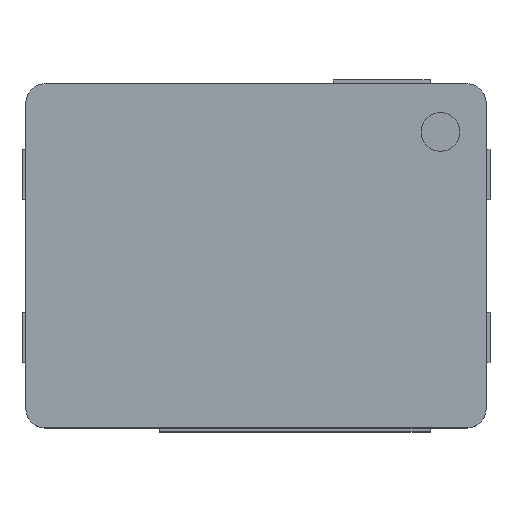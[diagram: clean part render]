
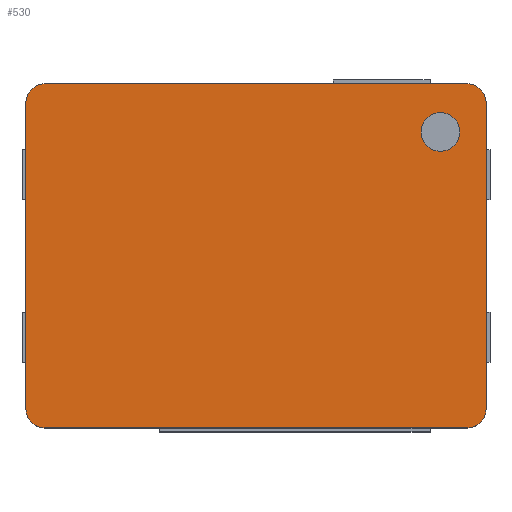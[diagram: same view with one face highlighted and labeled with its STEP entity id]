
A CAD part, top view. The second image highlights one B-rep face of the part: STEP entity #530.
In plain terms, the highlighted planar face has unit normal (0, 0, 1).
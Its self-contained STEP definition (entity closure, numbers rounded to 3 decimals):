
#168=CARTESIAN_POINT('',(5.268,3.204,3.1));
#169=VERTEX_POINT('',#168);
#178=CARTESIAN_POINT('',(4.268,3.204,3.1));
#179=VERTEX_POINT('',#178);
#180=CARTESIAN_POINT('',(4.768,3.204,3.1));
#181=DIRECTION('',(0.0,0.0,-1.0));
#182=DIRECTION('',(1.0,0.0,0.0));
#183=AXIS2_PLACEMENT_3D('',#180,#181,#182);
#184=CIRCLE('',#183,0.5);
#185=EDGE_CURVE('',#179,#169,#184,.T.);
#219=CARTESIAN_POINT('',(4.768,3.204,3.1));
#220=DIRECTION('',(0.0,0.0,-1.0));
#221=DIRECTION('',(1.0,0.0,0.0));
#222=AXIS2_PLACEMENT_3D('',#219,#220,#221);
#223=CIRCLE('',#222,0.5);
#224=EDGE_CURVE('',#169,#179,#223,.T.);
#244=CARTESIAN_POINT('',(5.45,4.45,3.1));
#245=VERTEX_POINT('',#244);
#246=CARTESIAN_POINT('',(5.95,3.95,3.1));
#247=VERTEX_POINT('',#246);
#248=CARTESIAN_POINT('',(5.45,3.95,3.1));
#249=DIRECTION('',(0.0,0.0,-1.0));
#250=DIRECTION('',(0.707,0.707,0.0));
#251=AXIS2_PLACEMENT_3D('',#248,#249,#250);
#252=CIRCLE('',#251,0.5);
#253=EDGE_CURVE('',#245,#247,#252,.T.);
#286=CARTESIAN_POINT('',(5.95,-3.95,3.1));
#287=VERTEX_POINT('',#286);
#288=CARTESIAN_POINT('',(5.95,3.95,3.1));
#289=DIRECTION('',(0.0,-1.0,0.0));
#290=VECTOR('',#289,7.9);
#291=LINE('',#288,#290);
#292=EDGE_CURVE('',#247,#287,#291,.T.);
#317=CARTESIAN_POINT('',(5.45,-4.45,3.1));
#318=VERTEX_POINT('',#317);
#319=CARTESIAN_POINT('',(5.45,-3.95,3.1));
#320=DIRECTION('',(0.0,0.0,-1.0));
#321=DIRECTION('',(0.707,-0.707,0.0));
#322=AXIS2_PLACEMENT_3D('',#319,#320,#321);
#323=CIRCLE('',#322,0.5);
#324=EDGE_CURVE('',#287,#318,#323,.T.);
#350=CARTESIAN_POINT('',(-5.45,-4.45,3.1));
#351=VERTEX_POINT('',#350);
#352=CARTESIAN_POINT('',(5.45,-4.45,3.1));
#353=DIRECTION('',(-1.0,0.0,0.0));
#354=VECTOR('',#353,10.9);
#355=LINE('',#352,#354);
#356=EDGE_CURVE('',#318,#351,#355,.T.);
#381=CARTESIAN_POINT('',(-5.95,-3.95,3.1));
#382=VERTEX_POINT('',#381);
#383=CARTESIAN_POINT('',(-5.45,-3.95,3.1));
#384=DIRECTION('',(0.0,0.0,-1.0));
#385=DIRECTION('',(-0.707,-0.707,0.0));
#386=AXIS2_PLACEMENT_3D('',#383,#384,#385);
#387=CIRCLE('',#386,0.5);
#388=EDGE_CURVE('',#351,#382,#387,.T.);
#414=CARTESIAN_POINT('',(-5.95,3.95,3.1));
#415=VERTEX_POINT('',#414);
#416=CARTESIAN_POINT('',(-5.95,-3.95,3.1));
#417=DIRECTION('',(0.0,1.0,0.0));
#418=VECTOR('',#417,7.9);
#419=LINE('',#416,#418);
#420=EDGE_CURVE('',#382,#415,#419,.T.);
#445=CARTESIAN_POINT('',(-5.45,4.45,3.1));
#446=VERTEX_POINT('',#445);
#447=CARTESIAN_POINT('',(-5.45,3.95,3.1));
#448=DIRECTION('',(0.0,0.0,-1.0));
#449=DIRECTION('',(-0.707,0.707,0.0));
#450=AXIS2_PLACEMENT_3D('',#447,#448,#449);
#451=CIRCLE('',#450,0.5);
#452=EDGE_CURVE('',#415,#446,#451,.T.);
#478=CARTESIAN_POINT('',(-5.45,4.45,3.1));
#479=DIRECTION('',(1.0,0.0,0.0));
#480=VECTOR('',#479,10.9);
#481=LINE('',#478,#480);
#482=EDGE_CURVE('',#446,#245,#481,.T.);
#511=CARTESIAN_POINT('',(0.,0.,3.1));
#512=DIRECTION('',(0.0,0.0,1.0));
#513=DIRECTION('',(1.0,0.0,0.0));
#514=AXIS2_PLACEMENT_3D('',#511,#512,#513);
#515=PLANE('',#514);
#516=ORIENTED_EDGE('',*,*,#253,.F.);
#517=ORIENTED_EDGE('',*,*,#482,.F.);
#518=ORIENTED_EDGE('',*,*,#452,.F.);
#519=ORIENTED_EDGE('',*,*,#420,.F.);
#520=ORIENTED_EDGE('',*,*,#388,.F.);
#521=ORIENTED_EDGE('',*,*,#356,.F.);
#522=ORIENTED_EDGE('',*,*,#324,.F.);
#523=ORIENTED_EDGE('',*,*,#292,.F.);
#524=EDGE_LOOP('',(#516,#517,#518,#519,#520,#521,#522,#523));
#525=FACE_OUTER_BOUND('',#524,.T.);
#526=ORIENTED_EDGE('',*,*,#224,.T.);
#527=ORIENTED_EDGE('',*,*,#185,.T.);
#528=EDGE_LOOP('',(#526,#527));
#529=FACE_BOUND('',#528,.T.);
#530=ADVANCED_FACE('',(#525,#529),#515,.T.);
